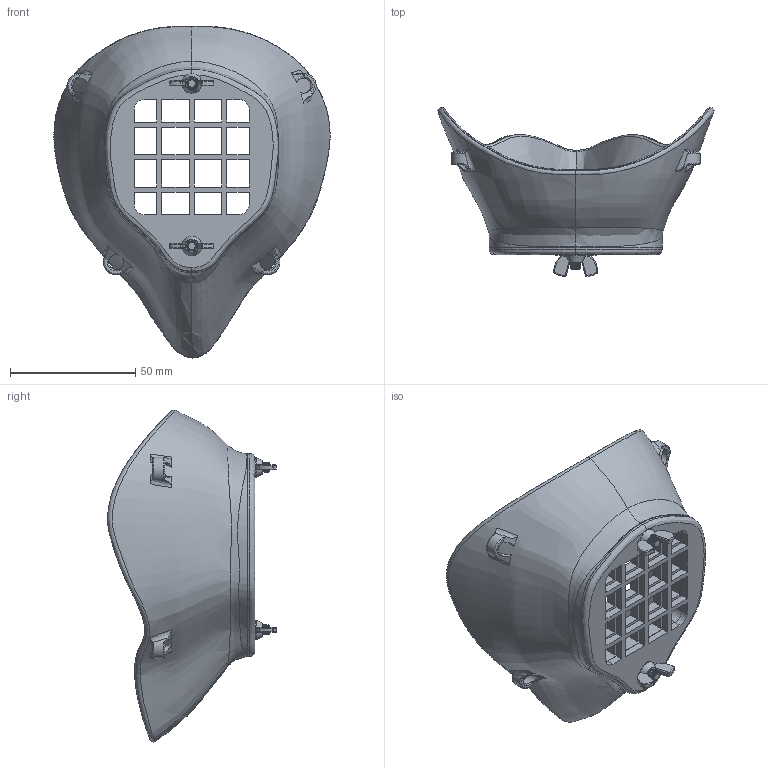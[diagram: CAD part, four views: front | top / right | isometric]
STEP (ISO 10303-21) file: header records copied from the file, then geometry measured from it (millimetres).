
FILE_DESCRIPTION(/* description */ (''),/* implementation_level */ '2;1');
FILE_NAME(/* name */ 'Face Mask v13.step',/* time_stamp */ '2020-03-24T19:04:26-07:00',/* author */ (''),/* organization */ (''),/* preprocessor_version */ 'ST-DEVELOPER v18',/* originating_system */ 'Autodesk Translation Framework v8.12.0.6',/* authorisation */ '');
FILE_SCHEMA (('AUTOMOTIVE_DESIGN { 1 0 10303 214 3 1 1 }'));
Products named in the file (5): Face Mask; Lid; Mask; 91280A135; 94300A310
Assembly tree (6 placements, depth 2):
  Face Mask
    Lid
    Mask
    91280A135  x2
    94300A310  x2
Bounding box: 110.43 x 67.49 x 132.74 mm (x, y, z)
Volume: 66224.5 mm3; surface area: 45983.1 mm2
Topology: 6 solids, 6 shells, 583 faces, 1704 edges, 1140 vertices
Faces by surface type: plane 205, cylinder 164, bspline 136, torus 48, cone 30
Full cylindrical faces by diameter (mm): 3.091 x44, 4 x50
Entity records: 35682 total; most frequent: CARTESIAN_POINT 25276, ORIENTED_EDGE 2498, DIRECTION 1600, EDGE_CURVE 1249, VERTEX_POINT 846, LINE 582, VECTOR 582, AXIS2_PLACEMENT_3D 509
